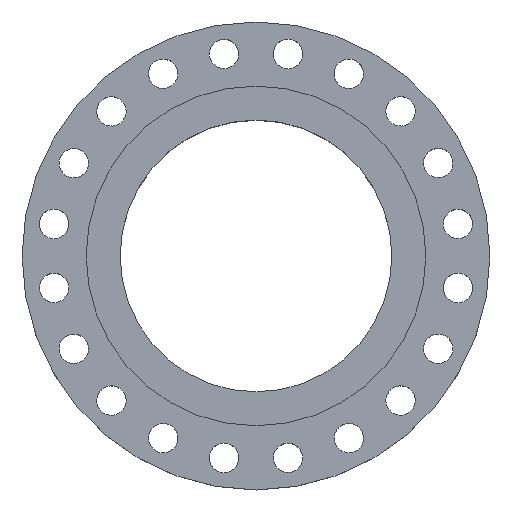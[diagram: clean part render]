
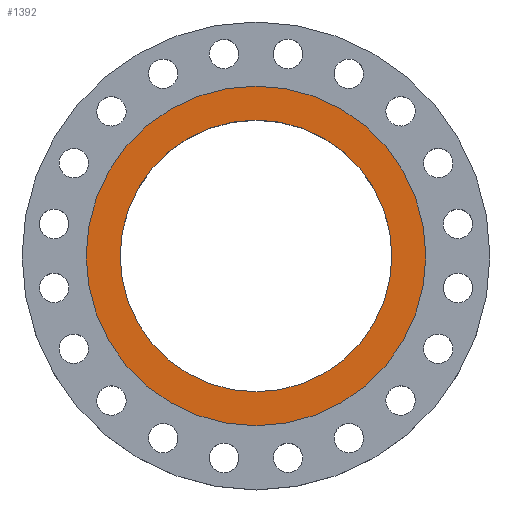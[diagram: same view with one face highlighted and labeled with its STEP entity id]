
A CAD part, top view. The second image highlights one B-rep face of the part: STEP entity #1392.
In plain terms, the highlighted planar face has unit normal (0, 0, 1).
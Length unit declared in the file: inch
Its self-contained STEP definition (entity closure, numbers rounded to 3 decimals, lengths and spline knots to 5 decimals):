
#39 = VERTEX_POINT ( 'NONE', #265 ) ;
#55 = CARTESIAN_POINT ( 'NONE',  ( -12.25, 0., 0.25 ) ) ;
#168 = AXIS2_PLACEMENT_3D ( 'NONE', #1554, #824, #814 ) ;
#170 = EDGE_CURVE ( 'NONE', #39, #651, #1518, .T. ) ;
#216 = EDGE_CURVE ( 'NONE', #1373, #466, #1040, .T. ) ;
#265 = CARTESIAN_POINT ( 'NONE',  ( 12.25, 0., 0.25 ) ) ;
#281 = PLANE ( 'NONE',  #1513 ) ;
#287 = AXIS2_PLACEMENT_3D ( 'NONE', #1649, #1221, #307 ) ;
#307 = DIRECTION ( 'NONE',  ( 1., 0., 0. ) ) ;
#419 = AXIS2_PLACEMENT_3D ( 'NONE', #1972, #1214, #1065 ) ;
#449 = DIRECTION ( 'NONE',  ( 0., 0., 1. ) ) ;
#466 = VERTEX_POINT ( 'NONE', #854 ) ;
#483 = CIRCLE ( 'NONE', #1378, 9.8 ) ;
#592 = CARTESIAN_POINT ( 'NONE',  ( 9.8, 0., 0.25 ) ) ;
#599 = DIRECTION ( 'NONE',  ( 1., 0., 0. ) ) ;
#651 = VERTEX_POINT ( 'NONE', #55 ) ;
#662 = ORIENTED_EDGE ( 'NONE', *, *, #216, .F. ) ;
#676 = DIRECTION ( 'NONE',  ( 1., 0., 0. ) ) ;
#693 = CIRCLE ( 'NONE', #287, 12.25 ) ;
#814 = DIRECTION ( 'NONE',  ( 1., 0., 0. ) ) ;
#824 = DIRECTION ( 'NONE',  ( 0., 0., 1. ) ) ;
#826 = EDGE_LOOP ( 'NONE', ( #1137, #662 ) ) ;
#854 = CARTESIAN_POINT ( 'NONE',  ( -9.8, 0., 0.25 ) ) ;
#1023 = EDGE_CURVE ( 'NONE', #466, #1373, #483, .T. ) ;
#1040 = CIRCLE ( 'NONE', #168, 9.8 ) ;
#1065 = DIRECTION ( 'NONE',  ( 1., 0., 0. ) ) ;
#1137 = ORIENTED_EDGE ( 'NONE', *, *, #1023, .F. ) ;
#1142 = DIRECTION ( 'NONE',  ( 0., 0., 1. ) ) ;
#1214 = DIRECTION ( 'NONE',  ( 0., 0., 1. ) ) ;
#1221 = DIRECTION ( 'NONE',  ( 0., 0., 1. ) ) ;
#1354 = CARTESIAN_POINT ( 'NONE',  ( 0., 0., 0.25 ) ) ;
#1373 = VERTEX_POINT ( 'NONE', #592 ) ;
#1378 = AXIS2_PLACEMENT_3D ( 'NONE', #1781, #1142, #676 ) ;
#1392 = ADVANCED_FACE ( 'NONE', ( #1847, #1500 ), #281, .T. ) ;
#1490 = ORIENTED_EDGE ( 'NONE', *, *, #1878, .T. ) ;
#1500 = FACE_OUTER_BOUND ( 'NONE', #1755, .T. ) ;
#1513 = AXIS2_PLACEMENT_3D ( 'NONE', #1354, #449, #599 ) ;
#1518 = CIRCLE ( 'NONE', #419, 12.25 ) ;
#1554 = CARTESIAN_POINT ( 'NONE',  ( 0., 0., 0.25 ) ) ;
#1649 = CARTESIAN_POINT ( 'NONE',  ( 0., 0., 0.25 ) ) ;
#1755 = EDGE_LOOP ( 'NONE', ( #1490, #1933 ) ) ;
#1781 = CARTESIAN_POINT ( 'NONE',  ( 0., 0., 0.25 ) ) ;
#1847 = FACE_BOUND ( 'NONE', #826, .T. ) ;
#1878 = EDGE_CURVE ( 'NONE', #651, #39, #693, .T. ) ;
#1933 = ORIENTED_EDGE ( 'NONE', *, *, #170, .T. ) ;
#1972 = CARTESIAN_POINT ( 'NONE',  ( 0., 0., 0.25 ) ) ;
